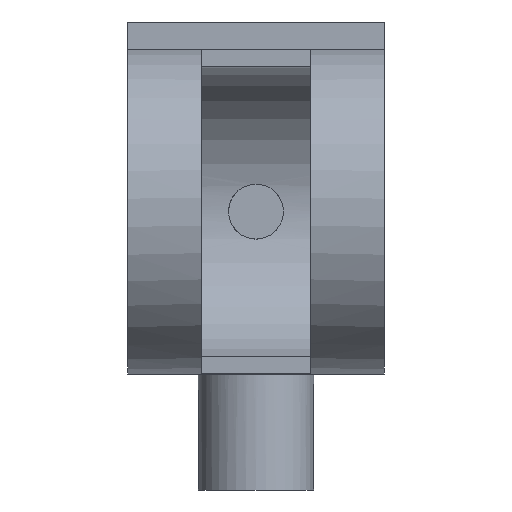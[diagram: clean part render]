
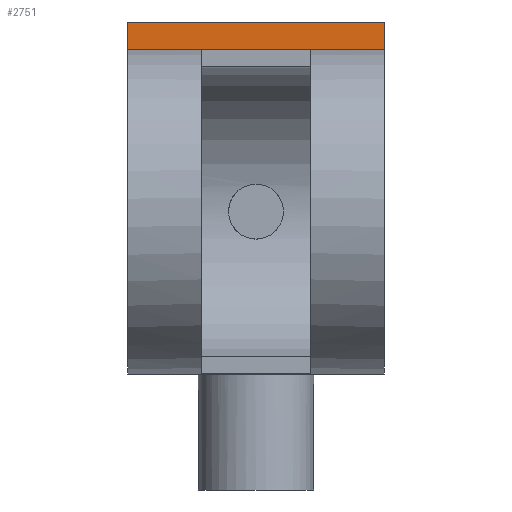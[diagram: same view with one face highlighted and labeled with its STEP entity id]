
A CAD part, front view. The second image highlights one B-rep face of the part: STEP entity #2751.
In plain terms, the highlighted planar face has unit normal (0, -1, 0).
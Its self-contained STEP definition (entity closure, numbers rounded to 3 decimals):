
#12 = VERTEX_POINT ( 'NONE', #2929 ) ;
#26 = DIRECTION ( 'NONE',  ( 0., 0., -1. ) ) ;
#114 = EDGE_CURVE ( 'NONE', #811, #581, #1010, .T. ) ;
#118 = DIRECTION ( 'NONE',  ( 0., 1., 0. ) ) ;
#149 = CARTESIAN_POINT ( 'NONE',  ( -70., -9., 103.544 ) ) ;
#353 = FACE_OUTER_BOUND ( 'NONE', #2300, .T. ) ;
#369 = AXIS2_PLACEMENT_3D ( 'NONE', #2310, #118, #1085 ) ;
#580 = EDGE_CURVE ( 'NONE', #12, #811, #1238, .T. ) ;
#581 = VERTEX_POINT ( 'NONE', #998 ) ;
#743 = DIRECTION ( 'NONE',  ( -1., 0., 0. ) ) ;
#811 = VERTEX_POINT ( 'NONE', #2119 ) ;
#899 = VECTOR ( 'NONE', #26, 1000. ) ;
#998 = CARTESIAN_POINT ( 'NONE',  ( -70., -9., 88.544 ) ) ;
#1010 = LINE ( 'NONE', #1988, #1821 ) ;
#1085 = DIRECTION ( 'NONE',  ( 0., 0., 1. ) ) ;
#1196 = LINE ( 'NONE', #2181, #1766 ) ;
#1238 = LINE ( 'NONE', #2222, #899 ) ;
#1329 = PLANE ( 'NONE',  #369 ) ;
#1617 = VECTOR ( 'NONE', #743, 1000. ) ;
#1750 = ORIENTED_EDGE ( 'NONE', *, *, #580, .F. ) ;
#1766 = VECTOR ( 'NONE', #3145, 1000. ) ;
#1821 = VECTOR ( 'NONE', #2957, 1000. ) ;
#1957 = LINE ( 'NONE', #2928, #1617 ) ;
#1988 = CARTESIAN_POINT ( 'NONE',  ( 70., -9., 88.544 ) ) ;
#2119 = CARTESIAN_POINT ( 'NONE',  ( 70., -9., 88.544 ) ) ;
#2181 = CARTESIAN_POINT ( 'NONE',  ( -70., -9., 103.544 ) ) ;
#2192 = EDGE_CURVE ( 'NONE', #2739, #581, #1196, .T. ) ;
#2222 = CARTESIAN_POINT ( 'NONE',  ( 70., -9., 103.544 ) ) ;
#2227 = EDGE_CURVE ( 'NONE', #12, #2739, #1957, .T. ) ;
#2300 = EDGE_LOOP ( 'NONE', ( #2823, #2460, #1750, #2870 ) ) ;
#2310 = CARTESIAN_POINT ( 'NONE',  ( 70., -9., 103.544 ) ) ;
#2460 = ORIENTED_EDGE ( 'NONE', *, *, #114, .F. ) ;
#2739 = VERTEX_POINT ( 'NONE', #149 ) ;
#2751 = ADVANCED_FACE ( 'NONE', ( #353 ), #1329, .F. ) ;
#2823 = ORIENTED_EDGE ( 'NONE', *, *, #2192, .T. ) ;
#2870 = ORIENTED_EDGE ( 'NONE', *, *, #2227, .T. ) ;
#2928 = CARTESIAN_POINT ( 'NONE',  ( 70., -9., 103.544 ) ) ;
#2929 = CARTESIAN_POINT ( 'NONE',  ( 70., -9., 103.544 ) ) ;
#2957 = DIRECTION ( 'NONE',  ( -1., 0., 0. ) ) ;
#3145 = DIRECTION ( 'NONE',  ( 0., 0., -1. ) ) ;
